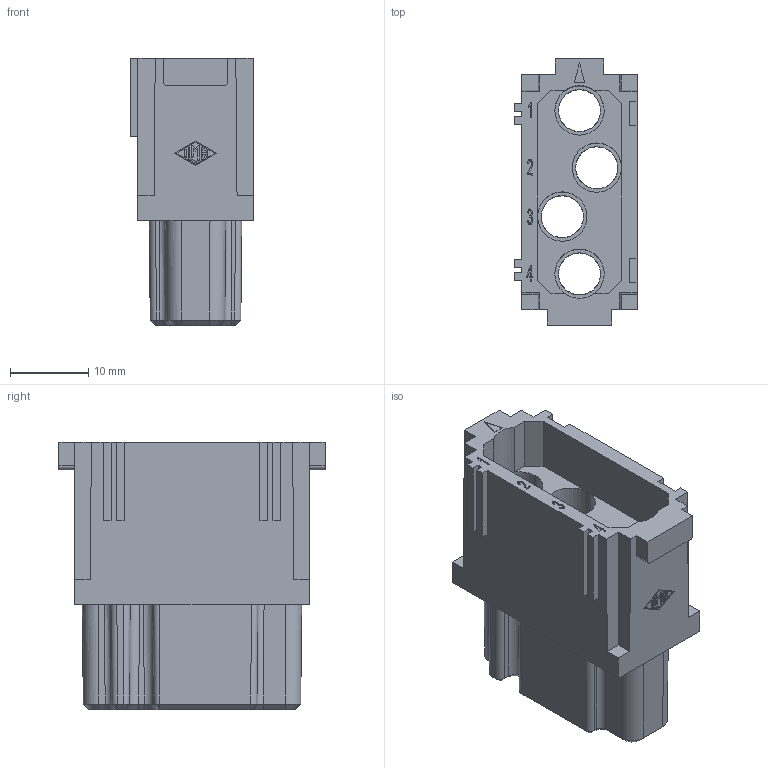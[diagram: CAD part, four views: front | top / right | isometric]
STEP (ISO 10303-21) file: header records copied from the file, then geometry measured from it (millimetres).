
FILE_DESCRIPTION(('Creo Elements/Direct Modeling STEP Export'),'2;1');
FILE_NAME('0ln7uvk45loabrf4184','2016-11-11T16:41:30',(''),(''),'PTC Creo Elements/Direct Modeling STEP processor for AP214 (Solid Model)','PTC Creo Elements/Direct Modeling 19.0E 27-Jun-2016 (C) Parametric Technology GmbH','');
FILE_SCHEMA(('AUTOMOTIVE_DESIGN { 1 0 10303 214 1 1 1 1 }'));
Length unit declared in the file: millimetre
Products named in the file (2): CX_04_RF
Assembly tree (1 placements, depth 2):
  CX_04_RF
    CX_04_RF
Bounding box: 15.6 x 34 x 34.1 mm (x, y, z)
Volume: 7529.4 mm3; surface area: 6281 mm2
Topology: 1 solids, 1 shells, 341 faces, 917 edges, 597 vertices
Faces by surface type: plane 193, cylinder 50, extrusion 50, bspline 40, cone 8
Entity records: 15916 total; most frequent: CARTESIAN_POINT 5095, ORIENTED_EDGE 1834, DIRECTION 1335, EDGE_CURVE 917, VECTOR 685, LINE 635, VERTEX_POINT 597, EDGE_LOOP 368
